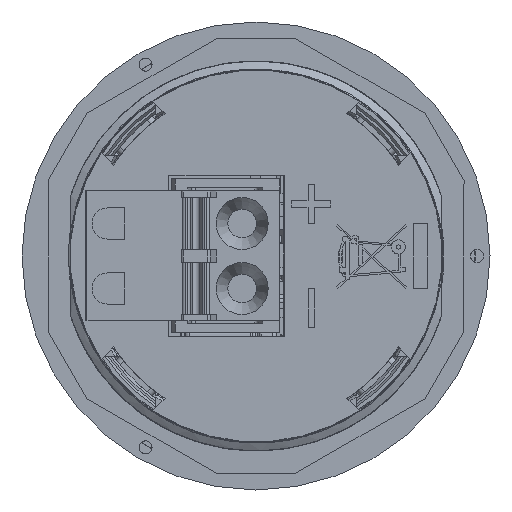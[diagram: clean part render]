
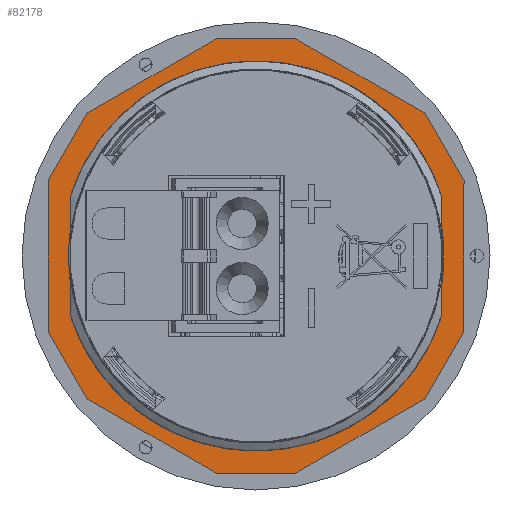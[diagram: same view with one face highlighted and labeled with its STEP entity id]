
A CAD part, front view. The second image highlights one B-rep face of the part: STEP entity #82178.
In plain terms, the highlighted planar face has unit normal (0, -1, 0).
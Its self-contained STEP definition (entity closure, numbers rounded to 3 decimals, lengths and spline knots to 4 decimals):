
#313=FACE_BOUND('',#25723,.T.);
#1763=LINE('',#117259,#10415);
#1767=LINE('',#117266,#10419);
#1770=LINE('',#117272,#10422);
#1773=LINE('',#117278,#10425);
#1776=LINE('',#117284,#10428);
#1779=LINE('',#117290,#10431);
#1782=LINE('',#117296,#10434);
#1785=LINE('',#117302,#10437);
#1788=LINE('',#117308,#10440);
#1791=LINE('',#117314,#10443);
#1794=LINE('',#117320,#10446);
#1796=LINE('',#117323,#10448);
#1801=LINE('',#117403,#10453);
#1802=LINE('',#117404,#10454);
#10415=VECTOR('',#94352,1.);
#10419=VECTOR('',#94358,1.);
#10422=VECTOR('',#94363,1.);
#10425=VECTOR('',#94368,1.);
#10428=VECTOR('',#94373,1.);
#10431=VECTOR('',#94378,1.);
#10434=VECTOR('',#94383,1.);
#10437=VECTOR('',#94388,1.);
#10440=VECTOR('',#94393,1.);
#10443=VECTOR('',#94398,1.);
#10446=VECTOR('',#94403,1.);
#10448=VECTOR('',#94407,1.);
#10453=VECTOR('',#94436,1.);
#10454=VECTOR('',#94437,1.);
#18753=PLANE('',#86601);
#21485=FACE_OUTER_BOUND('',#25722,.T.);
#25722=EDGE_LOOP('',(#54190,#54191,#54192,#54193,#54194,#54195,#54196,#54197,
#54198,#54199,#54200,#54201));
#25723=EDGE_LOOP('',(#54202,#54203,#54204,#54205,#54206,#54207,#54208));
#30482=CIRCLE('',#86552,1.4459);
#30483=CIRCLE('',#86553,1.4459);
#30484=CIRCLE('',#86554,1.4459);
#32885=B_SPLINE_CURVE_WITH_KNOTS('',3,(#117374,#117375,#117376,#117377,
#117378,#117379,#117380,#117381,#117382,#117383,#117384,#117385,#117386,
#117387),.UNSPECIFIED.,.F.,.F.,(4,2,2,2,2,2,4),(-2.0878,-2.0002,
-1.6851,-1.3367,-0.9968,-0.5627,
-0.2511),.UNSPECIFIED.);
#32886=B_SPLINE_CURVE_WITH_KNOTS('',3,(#117389,#117390,#117391,#117392,
#117393,#117394,#117395,#117396,#117397,#117398,#117399,#117400,#117401,
#117402),.UNSPECIFIED.,.F.,.F.,(4,2,2,2,2,2,4),(-1.5964,-1.4578,
-1.1748,-0.901,-0.6607,-0.3969,
-0.2663),.UNSPECIFIED.);
#33745=VERTEX_POINT('',#116949);
#33746=VERTEX_POINT('',#116951);
#33748=VERTEX_POINT('',#116955);
#33749=VERTEX_POINT('',#116972);
#33753=VERTEX_POINT('',#117010);
#33785=VERTEX_POINT('',#117256);
#33786=VERTEX_POINT('',#117258);
#33788=VERTEX_POINT('',#117264);
#33790=VERTEX_POINT('',#117270);
#33792=VERTEX_POINT('',#117276);
#33794=VERTEX_POINT('',#117282);
#33796=VERTEX_POINT('',#117288);
#33798=VERTEX_POINT('',#117294);
#33800=VERTEX_POINT('',#117300);
#33802=VERTEX_POINT('',#117306);
#33804=VERTEX_POINT('',#117312);
#33806=VERTEX_POINT('',#117318);
#33812=VERTEX_POINT('',#117373);
#33813=VERTEX_POINT('',#117388);
#41544=EDGE_CURVE('',#33746,#33745,#30482,.T.);
#41547=EDGE_CURVE('',#33749,#33748,#30483,.T.);
#41552=EDGE_CURVE('',#33745,#33753,#30484,.T.);
#41591=EDGE_CURVE('',#33786,#33785,#1763,.T.);
#41595=EDGE_CURVE('',#33785,#33788,#1767,.T.);
#41598=EDGE_CURVE('',#33788,#33790,#1770,.T.);
#41601=EDGE_CURVE('',#33790,#33792,#1773,.T.);
#41604=EDGE_CURVE('',#33792,#33794,#1776,.T.);
#41607=EDGE_CURVE('',#33794,#33796,#1779,.T.);
#41610=EDGE_CURVE('',#33796,#33798,#1782,.T.);
#41613=EDGE_CURVE('',#33798,#33800,#1785,.T.);
#41616=EDGE_CURVE('',#33800,#33802,#1788,.T.);
#41619=EDGE_CURVE('',#33802,#33804,#1791,.T.);
#41622=EDGE_CURVE('',#33804,#33806,#1794,.T.);
#41624=EDGE_CURVE('',#33806,#33786,#1796,.T.);
#41637=EDGE_CURVE('',#33749,#33812,#32885,.T.);
#41638=EDGE_CURVE('',#33813,#33748,#32886,.T.);
#41639=EDGE_CURVE('',#33746,#33813,#1801,.T.);
#41640=EDGE_CURVE('',#33812,#33753,#1802,.T.);
#54190=ORIENTED_EDGE('',*,*,#41591,.T.);
#54191=ORIENTED_EDGE('',*,*,#41595,.T.);
#54192=ORIENTED_EDGE('',*,*,#41598,.T.);
#54193=ORIENTED_EDGE('',*,*,#41601,.T.);
#54194=ORIENTED_EDGE('',*,*,#41604,.T.);
#54195=ORIENTED_EDGE('',*,*,#41607,.T.);
#54196=ORIENTED_EDGE('',*,*,#41610,.T.);
#54197=ORIENTED_EDGE('',*,*,#41613,.T.);
#54198=ORIENTED_EDGE('',*,*,#41616,.T.);
#54199=ORIENTED_EDGE('',*,*,#41619,.T.);
#54200=ORIENTED_EDGE('',*,*,#41622,.T.);
#54201=ORIENTED_EDGE('',*,*,#41624,.T.);
#54202=ORIENTED_EDGE('',*,*,#41637,.F.);
#54203=ORIENTED_EDGE('',*,*,#41547,.T.);
#54204=ORIENTED_EDGE('',*,*,#41638,.F.);
#54205=ORIENTED_EDGE('',*,*,#41639,.F.);
#54206=ORIENTED_EDGE('',*,*,#41544,.T.);
#54207=ORIENTED_EDGE('',*,*,#41552,.T.);
#54208=ORIENTED_EDGE('',*,*,#41640,.F.);
#82178=ADVANCED_FACE('',(#21485,#313),#18753,.T.);
#86552=AXIS2_PLACEMENT_3D('',#116952,#94282,#94283);
#86553=AXIS2_PLACEMENT_3D('',#116973,#94285,#94286);
#86554=AXIS2_PLACEMENT_3D('',#117012,#94289,#94290);
#86601=AXIS2_PLACEMENT_3D('',#117372,#94434,#94435);
#94282=DIRECTION('center_axis',(0.,1.,0.));
#94283=DIRECTION('ref_axis',(-1.,0.,0.));
#94285=DIRECTION('center_axis',(0.,1.,0.));
#94286=DIRECTION('ref_axis',(-1.,0.,0.));
#94289=DIRECTION('center_axis',(0.,1.,0.));
#94290=DIRECTION('ref_axis',(-1.,0.,0.));
#94352=DIRECTION('',(-0.866,0.,-0.5));
#94358=DIRECTION('',(-0.5,0.,-0.866));
#94363=DIRECTION('',(0.,0.,-1.));
#94368=DIRECTION('',(0.5,0.,-0.866));
#94373=DIRECTION('',(0.866,0.,-0.5));
#94378=DIRECTION('',(1.,0.,0.));
#94383=DIRECTION('',(0.866,0.,0.5));
#94388=DIRECTION('',(0.5,0.,0.866));
#94393=DIRECTION('',(0.,0.,1.));
#94398=DIRECTION('',(-0.5,0.,0.866));
#94403=DIRECTION('',(-0.866,0.,0.5));
#94407=DIRECTION('',(-1.,0.,0.));
#94434=DIRECTION('center_axis',(0.,-1.,0.));
#94435=DIRECTION('ref_axis',(-1.,0.,0.));
#94436=DIRECTION('',(0.,0.,1.));
#94437=DIRECTION('',(0.,0.,1.));
#116949=CARTESIAN_POINT('',(1.4459,-0.79,0.));
#116951=CARTESIAN_POINT('',(1.425,-0.79,0.2447));
#116952=CARTESIAN_POINT('Origin',(0.,-0.79,0.));
#116955=CARTESIAN_POINT('',(-0.7498,-0.79,1.2362));
#116972=CARTESIAN_POINT('',(-0.7693,-0.79,-1.2242));
#116973=CARTESIAN_POINT('Origin',(0.,-0.79,0.));
#117010=CARTESIAN_POINT('',(1.425,-0.79,-0.2447));
#117012=CARTESIAN_POINT('Origin',(0.,-0.79,0.));
#117256=CARTESIAN_POINT('',(-1.3012,-0.79,1.0963));
#117258=CARTESIAN_POINT('',(-0.2988,-0.79,1.675));
#117259=CARTESIAN_POINT('',(-0.5494,-0.79,1.5303));
#117264=CARTESIAN_POINT('',(-1.6,-0.79,0.5787));
#117266=CARTESIAN_POINT('',(-1.3759,-0.79,0.9669));
#117270=CARTESIAN_POINT('',(-1.6,-0.79,-0.5787));
#117272=CARTESIAN_POINT('',(-1.6,-0.79,0.2894));
#117276=CARTESIAN_POINT('',(-1.3012,-0.79,-1.0963));
#117278=CARTESIAN_POINT('',(-1.5253,-0.79,-0.7081));
#117282=CARTESIAN_POINT('',(-0.2988,-0.79,-1.675));
#117284=CARTESIAN_POINT('',(-1.0506,-0.79,-1.241));
#117288=CARTESIAN_POINT('',(0.2988,-0.79,-1.675));
#117290=CARTESIAN_POINT('',(-0.1494,-0.79,-1.675));
#117294=CARTESIAN_POINT('',(1.3012,-0.79,-1.0963));
#117296=CARTESIAN_POINT('',(0.5494,-0.79,-1.5303));
#117300=CARTESIAN_POINT('',(1.6,-0.79,-0.5787));
#117302=CARTESIAN_POINT('',(1.3759,-0.79,-0.9669));
#117306=CARTESIAN_POINT('',(1.6,-0.79,0.5787));
#117308=CARTESIAN_POINT('',(1.6,-0.79,-0.2894));
#117312=CARTESIAN_POINT('',(1.3012,-0.79,1.0963));
#117314=CARTESIAN_POINT('',(1.5253,-0.79,0.7081));
#117318=CARTESIAN_POINT('',(0.2988,-0.79,1.675));
#117320=CARTESIAN_POINT('',(1.0506,-0.79,1.241));
#117323=CARTESIAN_POINT('',(0.1494,-0.79,1.675));
#117372=CARTESIAN_POINT('Origin',(0.,-0.79,0.));
#117373=CARTESIAN_POINT('',(1.425,-0.79,-0.4528));
#117374=CARTESIAN_POINT('Ctrl Pts',(-0.7693,-0.79,
-1.2242));
#117375=CARTESIAN_POINT('Ctrl Pts',(-0.7304,-0.79,
-1.2498));
#117376=CARTESIAN_POINT('Ctrl Pts',(-0.6903,-0.79,
-1.2735));
#117377=CARTESIAN_POINT('Ctrl Pts',(-0.5005,-0.79,
-1.3731));
#117378=CARTESIAN_POINT('Ctrl Pts',(-0.338,-0.79,
-1.4241));
#117379=CARTESIAN_POINT('Ctrl Pts',(0.0118,-0.79,
-1.4723));
#117380=CARTESIAN_POINT('Ctrl Pts',(0.2004,-0.79,
-1.4643));
#117381=CARTESIAN_POINT('Ctrl Pts',(0.5759,-0.79,
-1.3678));
#117382=CARTESIAN_POINT('Ctrl Pts',(0.7513,-0.79,
-1.2839));
#117383=CARTESIAN_POINT('Ctrl Pts',(1.1014,-0.79,
-1.0239));
#117384=CARTESIAN_POINT('Ctrl Pts',(1.2214,-0.79,
-0.8599));
#117385=CARTESIAN_POINT('Ctrl Pts',(1.3479,-0.79,
-0.646));
#117386=CARTESIAN_POINT('Ctrl Pts',(1.3915,-0.79,
-0.5511));
#117387=CARTESIAN_POINT('Ctrl Pts',(1.425,-0.79,
-0.4528));
#117388=CARTESIAN_POINT('',(1.425,-0.79,0.4546));
#117389=CARTESIAN_POINT('Ctrl Pts',(1.425,-0.79,
0.4546));
#117390=CARTESIAN_POINT('Ctrl Pts',(1.3995,-0.79,
0.53));
#117391=CARTESIAN_POINT('Ctrl Pts',(1.3679,-0.79,
0.6035));
#117392=CARTESIAN_POINT('Ctrl Pts',(1.254,-0.79,
0.818));
#117393=CARTESIAN_POINT('Ctrl Pts',(1.1532,-0.79,
0.9491));
#117394=CARTESIAN_POINT('Ctrl Pts',(0.9198,-0.79,
1.1691));
#117395=CARTESIAN_POINT('Ctrl Pts',(0.7644,-0.79,
1.2825));
#117396=CARTESIAN_POINT('Ctrl Pts',(0.3798,-0.79,
1.431));
#117397=CARTESIAN_POINT('Ctrl Pts',(0.186,-0.79,
1.4645));
#117398=CARTESIAN_POINT('Ctrl Pts',(-0.2181,-0.79,
1.4558));
#117399=CARTESIAN_POINT('Ctrl Pts',(-0.4016,-0.79,
1.4065));
#117400=CARTESIAN_POINT('Ctrl Pts',(-0.6252,-0.79,
1.3096));
#117401=CARTESIAN_POINT('Ctrl Pts',(-0.6912,-0.79,
1.2735));
#117402=CARTESIAN_POINT('Ctrl Pts',(-0.7498,-0.79,
1.2362));
#117403=CARTESIAN_POINT('',(1.425,-0.79,0.));
#117404=CARTESIAN_POINT('',(1.425,-0.79,0.));
